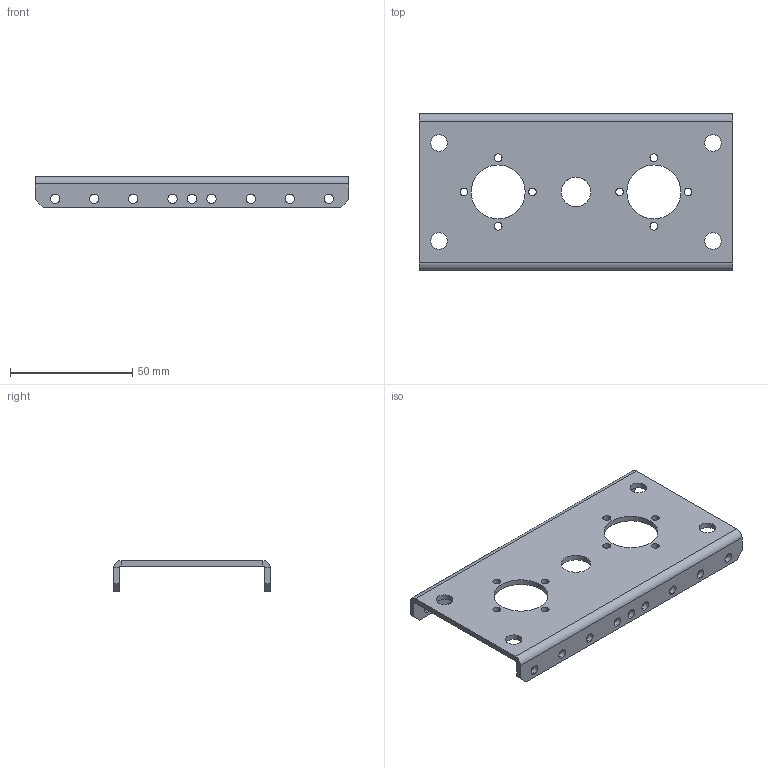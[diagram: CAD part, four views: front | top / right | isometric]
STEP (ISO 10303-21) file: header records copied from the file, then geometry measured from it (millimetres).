
FILE_DESCRIPTION (( 'STEP AP214' ), '1' );
FILE_NAME ('am-3476 PicoBox GEO Plate.STEP', '2017-07-21T15:57:00', ( '' ), ( '' ), 'SwSTEP 2.0', 'SolidWorks 2017', '' );
FILE_SCHEMA (( 'AUTOMOTIVE_DESIGN' ));
Length unit declared in the file: inch
Products named in the file (1): am-3476 PicoBox GEO Plate
Bounding box: 128 x 64 x 12.7 mm (x, y, z)
Volume: 21349.1 mm3; surface area: 20899.4 mm2
Topology: 1 solids, 1 shells, 92 faces, 254 edges, 164 vertices
Faces by surface type: cylinder 70, plane 22
Entity records: 3162 total; most frequent: DIRECTION 580, CARTESIAN_POINT 511, ORIENTED_EDGE 508, EDGE_CURVE 254, AXIS2_PLACEMENT_3D 233, VERTEX_POINT 164, EDGE_LOOP 158, CIRCLE 140
